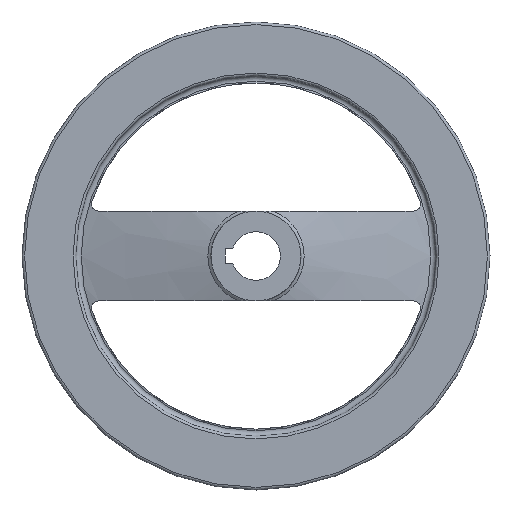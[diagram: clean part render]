
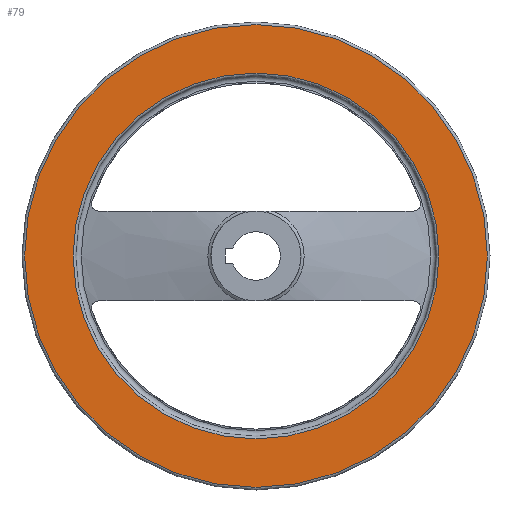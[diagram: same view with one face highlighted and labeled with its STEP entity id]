
A CAD part, left-side view. The second image highlights one B-rep face of the part: STEP entity #79.
In plain terms, the highlighted planar face has unit normal (-1, 0, 0).
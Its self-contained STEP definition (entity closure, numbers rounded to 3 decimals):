
#79 = ADVANCED_FACE( '', ( #173, #174 ), #175, .F. );
#173 = FACE_OUTER_BOUND( '', #288, .T. );
#174 = FACE_BOUND( '', #289, .T. );
#175 = PLANE( '', #290 );
#288 = EDGE_LOOP( '', ( #456 ) );
#289 = EDGE_LOOP( '', ( #457 ) );
#290 = AXIS2_PLACEMENT_3D( '', #458, #459, #460 );
#456 = ORIENTED_EDGE( '', *, *, #672, .F. );
#457 = ORIENTED_EDGE( '', *, *, #673, .T. );
#458 = CARTESIAN_POINT( '', ( 26.6, 97.713, 0. ) );
#459 = DIRECTION( '', ( 1., 0., 0. ) );
#460 = DIRECTION( '', ( 0., 0., -1. ) );
#672 = EDGE_CURVE( '', #806, #806, #807, .T. );
#673 = EDGE_CURVE( '', #808, #808, #809, .T. );
#806 = VERTEX_POINT( '', #1202 );
#807 = CIRCLE( '', #1203, 123.6 );
#808 = VERTEX_POINT( '', #1204 );
#809 = CIRCLE( '', #1205, 97.713 );
#1202 = CARTESIAN_POINT( '', ( 26.6, 0., -123.6 ) );
#1203 = AXIS2_PLACEMENT_3D( '', #1423, #1424, #1425 );
#1204 = CARTESIAN_POINT( '', ( 26.6, 0., -97.713 ) );
#1205 = AXIS2_PLACEMENT_3D( '', #1426, #1427, #1428 );
#1423 = CARTESIAN_POINT( '', ( 26.6, 0., 0. ) );
#1424 = DIRECTION( '', ( 1., 0., 0. ) );
#1425 = DIRECTION( '', ( 0., 0., -1. ) );
#1426 = CARTESIAN_POINT( '', ( 26.6, 0., 0. ) );
#1427 = DIRECTION( '', ( 1., 0., 0. ) );
#1428 = DIRECTION( '', ( 0., 0., -1. ) );
